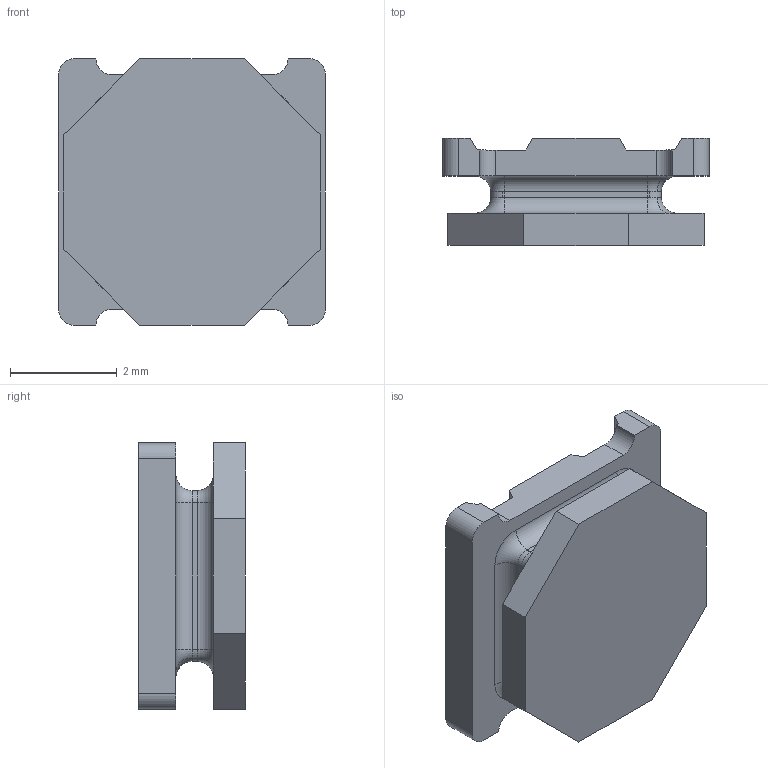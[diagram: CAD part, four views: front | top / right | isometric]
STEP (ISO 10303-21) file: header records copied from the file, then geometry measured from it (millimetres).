
FILE_DESCRIPTION(('STEP AP242'),'1');
FILE_NAME('srn5020-4r7m.stp','2022-06-26T10:26:59',('TraceParts'),('TraceParts S.A.'),'Spatial InterOp 3D',' ',' ');
FILE_SCHEMA(('AP242_MANAGED_MODEL_BASED_3D_ENGINEERING_MIM_LF {1 0 10303 442 1 1 4}'));
Length unit declared in the file: millimetre
Products named in the file (1): srn5020-4r7m
Bounding box: 5 x 2 x 5 mm (x, y, z)
Volume: 33.6 mm3; surface area: 95.9 mm2
Topology: 1 solids, 1 shells, 71 faces, 188 edges, 120 vertices
Faces by surface type: plane 35, cylinder 24, torus 12
Entity records: 2323 total; most frequent: CARTESIAN_POINT 520, DIRECTION 380, ORIENTED_EDGE 376, EDGE_CURVE 188, AXIS2_PLACEMENT_3D 134, VERTEX_POINT 120, LINE 112, VECTOR 112
